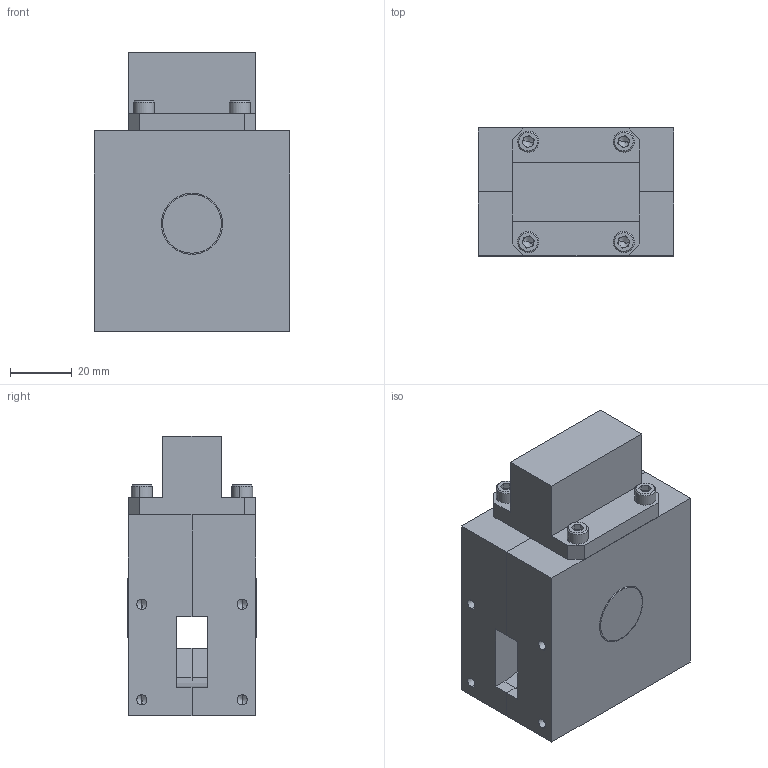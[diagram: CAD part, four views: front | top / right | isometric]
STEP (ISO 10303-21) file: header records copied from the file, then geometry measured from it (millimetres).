
FILE_DESCRIPTION (( 'STEP AP214' ), '1' );
FILE_NAME ('90IJ1225.STEP', '2023-06-12T14:40:40', ( '' ), ( '' ), 'SwSTEP 2.0', 'SolidWorks 2022', '' );
FILE_SCHEMA (( 'AUTOMOTIVE_DESIGN' ));
Length unit declared in the file: inch
Products named in the file (7): 500501-XX_500501-1; 090517_090517-99; 090007; 090517_090517-98; socket head cap screw_ai_HX-SHCS 0.164-32x0.5x0.5-S; socket head cap screw_ai_HX-SHCS 0.138-32x0.625x0.625-S; 90IJ1225
Assembly tree (12 placements, depth 2):
  90IJ1225
    090517_090517-98
    090517_090517-99
    090007
    socket head cap screw_ai_HX-SHCS 0.164-32x0.5x0.5-S  x4
    socket head cap screw_ai_HX-SHCS 0.138-32x0.625x0.625-S  x3
    500501-XX_500501-1  x2
Bounding box: 63.5 x 41.66 x 90.42 mm (x, y, z)
Volume: 162050.1 mm3; surface area: 43740.5 mm2
Topology: 12 solids, 12 shells, 1097 faces, 2814 edges, 1731 vertices
Faces by surface type: cone 572, cylinder 340, plane 171, torus 14
Entity records: 13751 total; most frequent: DIRECTION 2554, CARTESIAN_POINT 2304, ORIENTED_EDGE 2188, EDGE_CURVE 1094, AXIS2_PLACEMENT_3D 1007, VERTEX_POINT 692, CIRCLE 552, LINE 540
